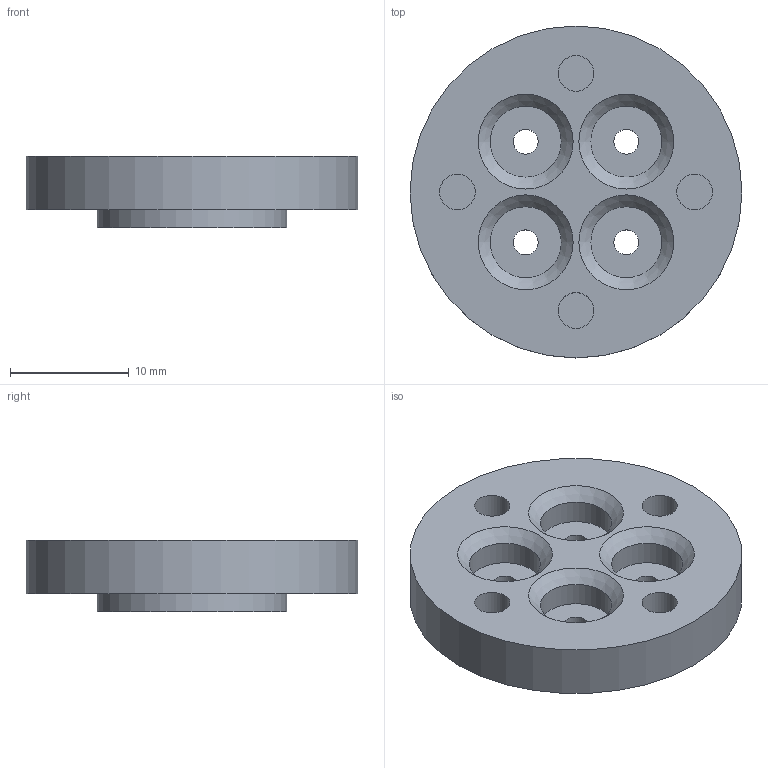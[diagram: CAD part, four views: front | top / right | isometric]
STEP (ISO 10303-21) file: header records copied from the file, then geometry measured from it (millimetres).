
FILE_DESCRIPTION(/* description */ (''),/* implementation_level */ '2;1');
FILE_NAME(/* name */ 'V20_MotorWhegAttachments.stp',/* time_stamp */ '2025-10-28T09:48:11+10:30',/* author */ ('matth'),/* organization */ (''),/* preprocessor_version */ 'ST-DEVELOPER v20.1',/* originating_system */ 'Autodesk Inventor 2026',/* authorisation */ '');
FILE_SCHEMA (('AUTOMOTIVE_DESIGN { 1 0 10303 214 3 1 1 }'));
Length unit declared in the file: millimetre
Products named in the file (1): motor screw ends V3 (for sleeve) 1mm
Bounding box: 28 x 28 x 6 mm (x, y, z)
Volume: 2536.6 mm3; surface area: 2092.2 mm2
Topology: 1 solids, 1 shells, 29 faces, 54 edges, 36 vertices
Faces by surface type: cylinder 14, plane 11, cone 4
Full cylindrical faces by diameter (mm): 2.1 x4, 3 x4, 6 x4, 16 x1, 28 x1
Entity records: 803 total; most frequent: DIRECTION 150, CARTESIAN_POINT 120, ORIENTED_EDGE 108, AXIS2_PLACEMENT_3D 66, EDGE_CURVE 54, EDGE_LOOP 46, CIRCLE 36, VERTEX_POINT 36
